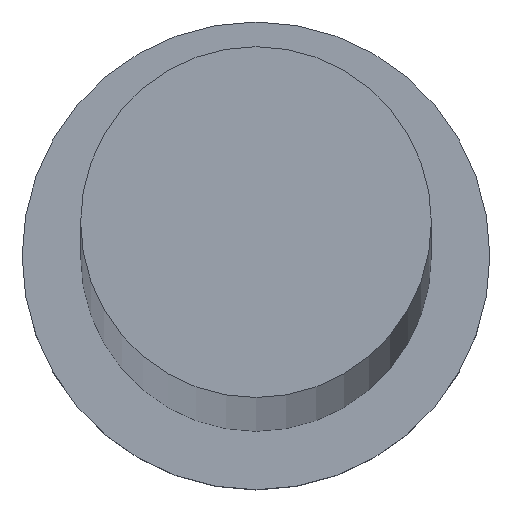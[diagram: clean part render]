
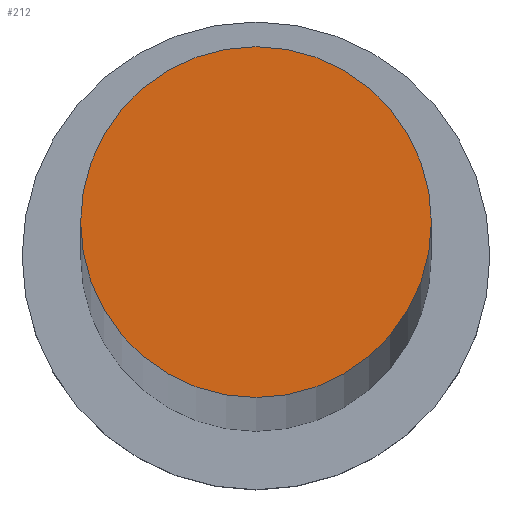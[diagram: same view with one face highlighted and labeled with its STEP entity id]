
A CAD part, top view. The second image highlights one B-rep face of the part: STEP entity #212.
In plain terms, the highlighted planar face has unit normal (0, 0, 1).
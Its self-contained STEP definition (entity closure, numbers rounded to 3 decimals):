
#11 = CARTESIAN_POINT ( 'NONE',  ( 0., 0., 1000. ) ) ;
#25 = AXIS2_PLACEMENT_3D ( 'NONE', #11, #52, #142 ) ;
#36 = CARTESIAN_POINT ( 'NONE',  ( -9., 0., 1000. ) ) ;
#50 = AXIS2_PLACEMENT_3D ( 'NONE', #230, #179, #60 ) ;
#52 = DIRECTION ( 'NONE',  ( 0., 0., 1. ) ) ;
#60 = DIRECTION ( 'NONE',  ( 1., 0., 0. ) ) ;
#61 = PLANE ( 'NONE',  #185 ) ;
#75 = EDGE_CURVE ( 'NONE', #223, #187, #94, .T. ) ;
#91 = ORIENTED_EDGE ( 'NONE', *, *, #75, .T. ) ;
#94 = CIRCLE ( 'NONE', #25, 9. ) ;
#103 = DIRECTION ( 'NONE',  ( 1., 0., 0. ) ) ;
#112 = EDGE_LOOP ( 'NONE', ( #171, #91 ) ) ;
#142 = DIRECTION ( 'NONE',  ( 1., 0., 0. ) ) ;
#145 = DIRECTION ( 'NONE',  ( 0., 0., 1. ) ) ;
#159 = EDGE_CURVE ( 'NONE', #187, #223, #235, .T. ) ;
#171 = ORIENTED_EDGE ( 'NONE', *, *, #159, .T. ) ;
#179 = DIRECTION ( 'NONE',  ( 0., 0., 1. ) ) ;
#185 = AXIS2_PLACEMENT_3D ( 'NONE', #254, #145, #103 ) ;
#187 = VERTEX_POINT ( 'NONE', #36 ) ;
#212 = ADVANCED_FACE ( 'NONE', ( #231 ), #61, .T. ) ;
#214 = CARTESIAN_POINT ( 'NONE',  ( 9., 0., 1000. ) ) ;
#223 = VERTEX_POINT ( 'NONE', #214 ) ;
#230 = CARTESIAN_POINT ( 'NONE',  ( 0., 0., 1000. ) ) ;
#231 = FACE_OUTER_BOUND ( 'NONE', #112, .T. ) ;
#235 = CIRCLE ( 'NONE', #50, 9. ) ;
#254 = CARTESIAN_POINT ( 'NONE',  ( 0., 0., 1000. ) ) ;
